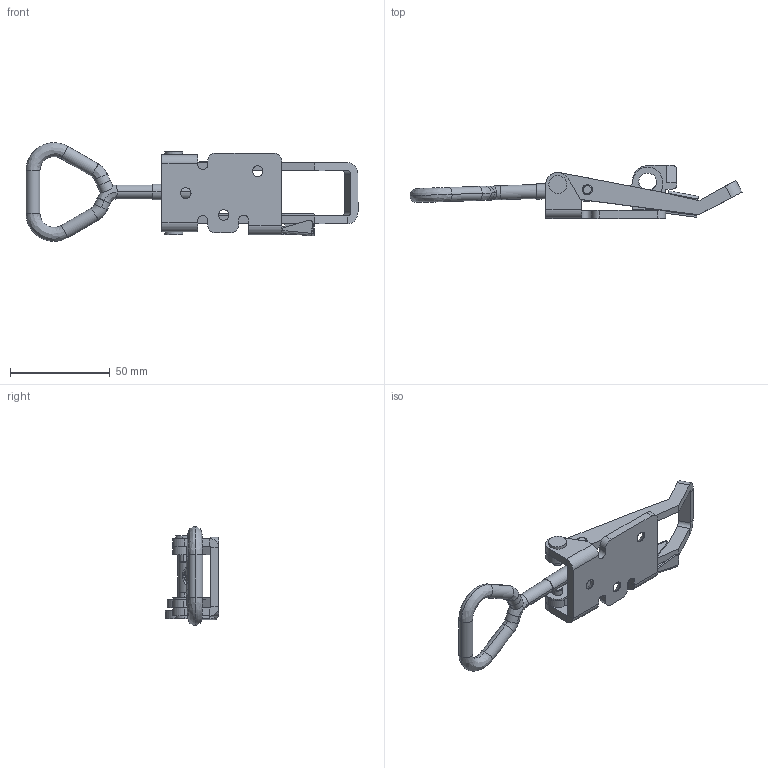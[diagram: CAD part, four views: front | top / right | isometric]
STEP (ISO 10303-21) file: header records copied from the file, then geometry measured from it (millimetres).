
FILE_DESCRIPTION (( 'STEP AP214' ), '1' );
FILE_NAME ('520961.STEP', '2015-09-24T10:25:44', ( '' ), ( '' ), 'SwSTEP 2.0', 'SolidWorks 2015', '' );
FILE_SCHEMA (( 'AUTOMOTIVE_DESIGN' ));
Length unit declared in the file: millimetre
Products named in the file (17): 704 - Mount plate Safety; 520961; 703 - Skruvögla; 704 - Safety Catch; 704 - Mid Cylinder Friction ring; 704 - Mid Cylinder Friction; 704 - Friction ring; 701 - Handle locking eye; 704 - Rivet Gradin
Assembly tree (9 placements, depth 3):
  704 - Mount plate Safety
  520961
    704 - Mount plate Safety
    704 - Rivet Gradin  x2
    701 - Handle locking eye
    704 - Mid Cylinder Friction ring
      704 - Friction ring
      704 - Mid Cylinder Friction
    704 - Safety Catch
    703 - Skruvögla
  703 - Skruvögla
  704 - Safety Catch
  704 - Mid Cylinder Friction
Bounding box: 166.31 x 26.6 x 49.37 mm (x, y, z)
Volume: 30068.3 mm3; surface area: 22326.8 mm2
Topology: 8 solids, 8 shells, 242 faces, 561 edges, 342 vertices
Faces by surface type: plane 106, cylinder 100, bspline 18, cone 16, torus 2
Entity records: 7624 total; most frequent: CARTESIAN_POINT 1736, DIRECTION 1187, ORIENTED_EDGE 1078, EDGE_CURVE 539, AXIS2_PLACEMENT_3D 443, VERTEX_POINT 328, LINE 301, VECTOR 301
